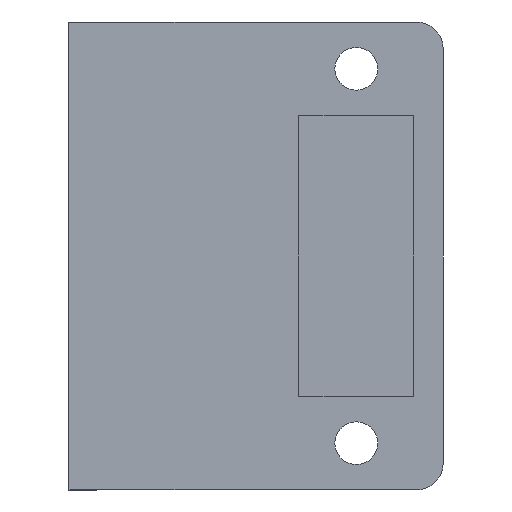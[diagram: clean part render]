
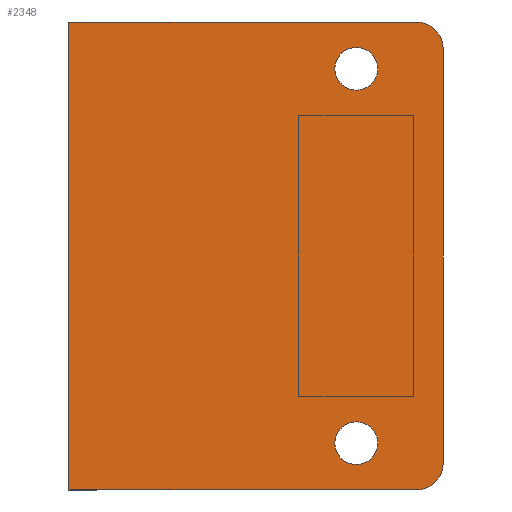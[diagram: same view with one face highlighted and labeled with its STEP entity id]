
A CAD part, left-side view. The second image highlights one B-rep face of the part: STEP entity #2348.
In plain terms, the highlighted planar face has unit normal (-1, 0, 0).
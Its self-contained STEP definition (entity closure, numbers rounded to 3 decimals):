
#42=CIRCLE('',#2487,2.);
#43=CIRCLE('',#2489,2.);
#44=CIRCLE('',#2490,1.6);
#45=CIRCLE('',#2491,1.6);
#98=FACE_BOUND('',#369,.T.);
#99=FACE_BOUND('',#370,.T.);
#234=FACE_OUTER_BOUND('',#368,.T.);
#368=EDGE_LOOP('',(#1913,#1914,#1915,#1916,#1917,#1918));
#369=EDGE_LOOP('',(#1919));
#370=EDGE_LOOP('',(#1920));
#596=LINE('',#3845,#856);
#597=LINE('',#3849,#857);
#598=LINE('',#3851,#858);
#599=LINE('',#3852,#859);
#856=VECTOR('',#2883,10.);
#857=VECTOR('',#2886,10.);
#858=VECTOR('',#2887,10.);
#859=VECTOR('',#2888,10.);
#1095=VERTEX_POINT('',#3838);
#1096=VERTEX_POINT('',#3840);
#1097=VERTEX_POINT('',#3844);
#1098=VERTEX_POINT('',#3846);
#1099=VERTEX_POINT('',#3848);
#1100=VERTEX_POINT('',#3850);
#1101=VERTEX_POINT('',#3853);
#1102=VERTEX_POINT('',#3855);
#1384=EDGE_CURVE('',#1095,#1096,#42,.T.);
#1386=EDGE_CURVE('',#1097,#1095,#596,.T.);
#1387=EDGE_CURVE('',#1098,#1097,#43,.T.);
#1388=EDGE_CURVE('',#1099,#1098,#597,.T.);
#1389=EDGE_CURVE('',#1100,#1099,#598,.T.);
#1390=EDGE_CURVE('',#1100,#1096,#599,.T.);
#1391=EDGE_CURVE('',#1101,#1101,#44,.T.);
#1392=EDGE_CURVE('',#1102,#1102,#45,.T.);
#1913=ORIENTED_EDGE('',*,*,#1384,.F.);
#1914=ORIENTED_EDGE('',*,*,#1386,.F.);
#1915=ORIENTED_EDGE('',*,*,#1387,.F.);
#1916=ORIENTED_EDGE('',*,*,#1388,.F.);
#1917=ORIENTED_EDGE('',*,*,#1389,.F.);
#1918=ORIENTED_EDGE('',*,*,#1390,.T.);
#1919=ORIENTED_EDGE('',*,*,#1391,.T.);
#1920=ORIENTED_EDGE('',*,*,#1392,.T.);
#2236=PLANE('',#2488);
#2348=ADVANCED_FACE('',(#234,#98,#99),#2236,.T.);
#2487=AXIS2_PLACEMENT_3D('',#3841,#2878,#2879);
#2488=AXIS2_PLACEMENT_3D('',#3843,#2881,#2882);
#2489=AXIS2_PLACEMENT_3D('',#3847,#2884,#2885);
#2490=AXIS2_PLACEMENT_3D('',#3854,#2889,#2890);
#2491=AXIS2_PLACEMENT_3D('',#3856,#2891,#2892);
#2878=DIRECTION('center_axis',(1.,0.,0.));
#2879=DIRECTION('ref_axis',(0.,-0.707,-0.707));
#2881=DIRECTION('center_axis',(-1.,0.,0.));
#2882=DIRECTION('ref_axis',(0.,0.,
-1.));
#2883=DIRECTION('',(0.,0.,-1.));
#2884=DIRECTION('center_axis',(1.,0.,0.));
#2885=DIRECTION('ref_axis',(0.,-0.707,0.707));
#2886=DIRECTION('',(0.,-1.,0.));
#2887=DIRECTION('',(0.,0.,1.));
#2888=DIRECTION('',(0.,-1.,0.));
#2889=DIRECTION('center_axis',(1.,0.,0.));
#2890=DIRECTION('ref_axis',(0.,-1.,0.));
#2891=DIRECTION('center_axis',(1.,0.,0.));
#2892=DIRECTION('ref_axis',(0.,-1.,0.));
#3838=CARTESIAN_POINT('',(-312.45,272.5,6.5));
#3840=CARTESIAN_POINT('',(-312.45,274.5,4.5));
#3841=CARTESIAN_POINT('Origin',(-312.45,274.5,6.5));
#3843=CARTESIAN_POINT('Origin',(-312.45,300.5,39.5));
#3844=CARTESIAN_POINT('',(-312.45,272.5,37.5));
#3845=CARTESIAN_POINT('',(-312.45,272.5,4.5));
#3846=CARTESIAN_POINT('',(-312.45,274.5,39.5));
#3847=CARTESIAN_POINT('Origin',(-312.45,274.5,37.5));
#3848=CARTESIAN_POINT('',(-312.45,300.5,39.5));
#3849=CARTESIAN_POINT('',(-312.45,300.5,39.5));
#3850=CARTESIAN_POINT('',(-312.45,300.5,4.5));
#3851=CARTESIAN_POINT('',(-312.45,300.5,4.5));
#3852=CARTESIAN_POINT('',(-312.45,300.5,4.5));
#3853=CARTESIAN_POINT('',(-312.45,280.6,36.));
#3854=CARTESIAN_POINT('Origin',(-312.45,279.,36.));
#3855=CARTESIAN_POINT('',(-312.45,280.6,8.));
#3856=CARTESIAN_POINT('Origin',(-312.45,279.,8.));
